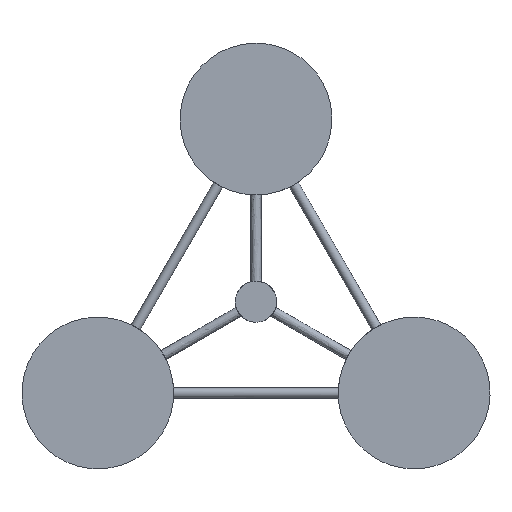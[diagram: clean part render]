
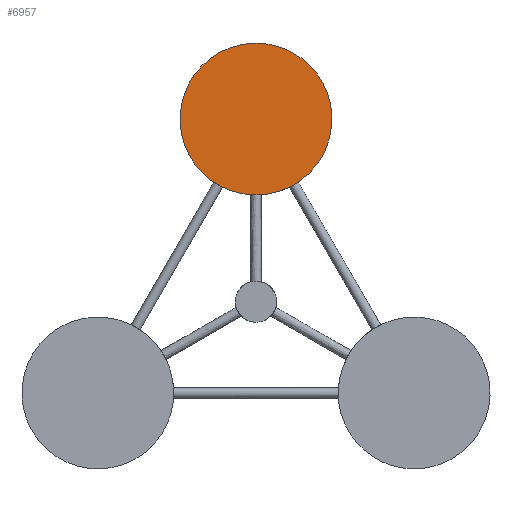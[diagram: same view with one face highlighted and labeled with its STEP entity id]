
A CAD part, front view. The second image highlights one B-rep face of the part: STEP entity #6957.
In plain terms, the highlighted free-form (B-spline) face has degree [1, 1] with [2, 2] control points.
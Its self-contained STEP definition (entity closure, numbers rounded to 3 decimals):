
#3935 = EDGE_CURVE('',#3936,#3938,#3940,.T.);
#3936 = VERTEX_POINT('',#3937);
#3937 = CARTESIAN_POINT('',(0.,-21543.082,
    18171.59));
#3938 = VERTEX_POINT('',#3939);
#3939 = CARTESIAN_POINT('',(0.,-21543.082,
    44023.288));
#3940 = ( BOUNDED_CURVE() B_SPLINE_CURVE(2,(#3941,#3942,#3943,#3944,
#3945),.UNSPECIFIED.,.F.,.F.) B_SPLINE_CURVE_WITH_KNOTS((3,2,3),(0.,
1.571,3.142),.PIECEWISE_BEZIER_KNOTS.) CURVE() 
GEOMETRIC_REPRESENTATION_ITEM() RATIONAL_B_SPLINE_CURVE((1.,
0.707,1.,0.707,1.)) REPRESENTATION_ITEM('') );
#3941 = CARTESIAN_POINT('',(0.,-21543.082,
    18171.59));
#3942 = CARTESIAN_POINT('',(12925.849,-21543.082,
    18171.59));
#3943 = CARTESIAN_POINT('',(12925.849,-21543.082,
    31097.439));
#3944 = CARTESIAN_POINT('',(12925.849,-21543.082,
    44023.288));
#3945 = CARTESIAN_POINT('',(0.,-21543.082,
    44023.288));
#6783 = EDGE_CURVE('',#3938,#3936,#6784,.T.);
#6784 = ( BOUNDED_CURVE() B_SPLINE_CURVE(2,(#6785,#6786,#6787,#6788,
#6789),.UNSPECIFIED.,.F.,.F.) B_SPLINE_CURVE_WITH_KNOTS((3,2,3),(
    3.142,4.712,6.283),
.PIECEWISE_BEZIER_KNOTS.) CURVE() GEOMETRIC_REPRESENTATION_ITEM() 
RATIONAL_B_SPLINE_CURVE((1.,0.707,1.,0.707,1.)) 
REPRESENTATION_ITEM('') );
#6785 = CARTESIAN_POINT('',(0.,-21543.082,
    44023.288));
#6786 = CARTESIAN_POINT('',(-12925.849,-21543.082,
    44023.288));
#6787 = CARTESIAN_POINT('',(-12925.849,-21543.082,
    31097.439));
#6788 = CARTESIAN_POINT('',(-12925.849,-21543.082,
    18171.59));
#6789 = CARTESIAN_POINT('',(0.,-21543.082,
    18171.59));
#6957 = ADVANCED_FACE('',(#6958),#6962,.T.);
#6958 = FACE_BOUND('',#6959,.T.);
#6959 = EDGE_LOOP('',(#6960,#6961));
#6960 = ORIENTED_EDGE('',*,*,#6783,.T.);
#6961 = ORIENTED_EDGE('',*,*,#3935,.T.);
#6962 = B_SPLINE_SURFACE_WITH_KNOTS('',1,1,(
    (#6963,#6964)
    ,(#6965,#6966
    )),.UNSPECIFIED.,.F.,.F.,.F.,(2,2),(2,2),(-12000.,12000.),(
    -12000.,12000.),.PIECEWISE_BEZIER_KNOTS.);
#6963 = CARTESIAN_POINT('',(-12925.849,-21543.082,
    44023.288));
#6964 = CARTESIAN_POINT('',(12925.849,-21543.082,
    44023.288));
#6965 = CARTESIAN_POINT('',(-12925.849,-21543.082,
    18171.59));
#6966 = CARTESIAN_POINT('',(12925.849,-21543.082,
    18171.59));
